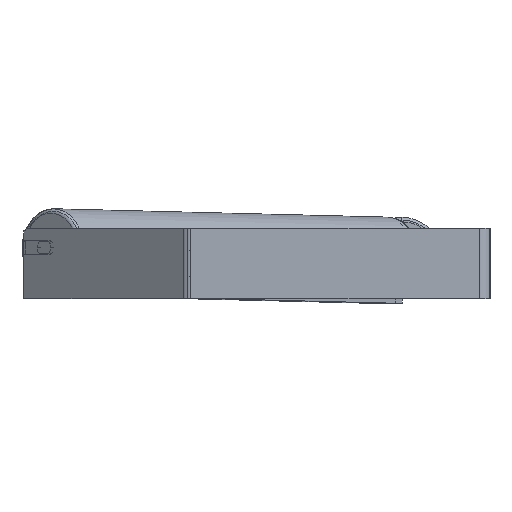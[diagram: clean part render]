
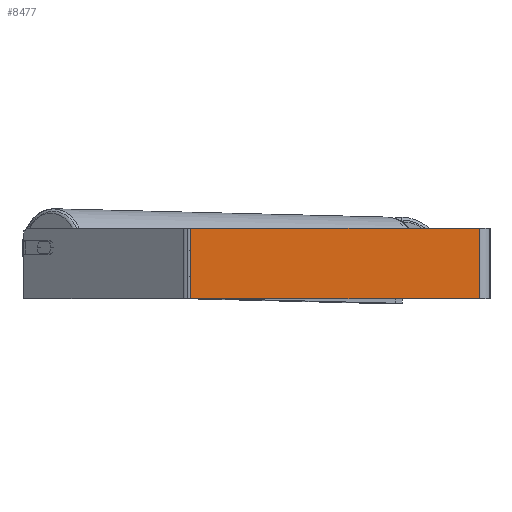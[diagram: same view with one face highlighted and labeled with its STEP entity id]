
A CAD part, left-side view. The second image highlights one B-rep face of the part: STEP entity #8477.
In plain terms, the highlighted planar face has unit normal (-1, 0, 0).
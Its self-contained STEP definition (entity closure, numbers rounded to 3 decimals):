
#59 = ORIENTED_EDGE ( 'NONE', *, *, #5757, .F. ) ;
#227 = CARTESIAN_POINT ( 'NONE',  ( -945., 340.206, 40. ) ) ;
#619 = ORIENTED_EDGE ( 'NONE', *, *, #5925, .T. ) ;
#1242 = DIRECTION ( 'NONE',  ( 0., -1., 0. ) ) ;
#1442 = ORIENTED_EDGE ( 'NONE', *, *, #5286, .F. ) ;
#1461 = EDGE_LOOP ( 'NONE', ( #2321, #59, #1442, #619 ) ) ;
#1659 = DIRECTION ( 'NONE',  ( 1., 0., 0. ) ) ;
#1698 = DIRECTION ( 'NONE',  ( 0., 0., -1. ) ) ;
#1847 = VERTEX_POINT ( 'NONE', #4677 ) ;
#2150 = LINE ( 'NONE', #8607, #6065 ) ;
#2321 = ORIENTED_EDGE ( 'NONE', *, *, #5203, .T. ) ;
#2971 = DIRECTION ( 'NONE',  ( 0., 0., -1. ) ) ;
#3313 = LINE ( 'NONE', #4790, #7573 ) ;
#3895 = VERTEX_POINT ( 'NONE', #6090 ) ;
#4394 = VERTEX_POINT ( 'NONE', #8368 ) ;
#4677 = CARTESIAN_POINT ( 'NONE',  ( -945., 12., 40. ) ) ;
#4790 = CARTESIAN_POINT ( 'NONE',  ( -945., 344.573, 40. ) ) ;
#5203 = EDGE_CURVE ( 'NONE', #3895, #4394, #6282, .T. ) ;
#5286 = EDGE_CURVE ( 'NONE', #8232, #1847, #3313, .T. ) ;
#5448 = VECTOR ( 'NONE', #1242, 1000. ) ;
#5568 = AXIS2_PLACEMENT_3D ( 'NONE', #8885, #1659, #1698 ) ;
#5757 = EDGE_CURVE ( 'NONE', #1847, #4394, #2150, .T. ) ;
#5909 = VECTOR ( 'NONE', #2971, 1000. ) ;
#5925 = EDGE_CURVE ( 'NONE', #8232, #3895, #6601, .T. ) ;
#6065 = VECTOR ( 'NONE', #7126, 1000. ) ;
#6090 = CARTESIAN_POINT ( 'NONE',  ( -945., 340.206, -40. ) ) ;
#6193 = FACE_OUTER_BOUND ( 'NONE', #1461, .T. ) ;
#6239 = DIRECTION ( 'NONE',  ( 0., -1., 0. ) ) ;
#6282 = LINE ( 'NONE', #9217, #5448 ) ;
#6601 = LINE ( 'NONE', #227, #5909 ) ;
#6858 = PLANE ( 'NONE',  #5568 ) ;
#7126 = DIRECTION ( 'NONE',  ( 0., 0., -1. ) ) ;
#7573 = VECTOR ( 'NONE', #6239, 1000. ) ;
#8232 = VERTEX_POINT ( 'NONE', #9177 ) ;
#8368 = CARTESIAN_POINT ( 'NONE',  ( -945., 12., -40. ) ) ;
#8477 = ADVANCED_FACE ( 'NONE', ( #6193 ), #6858, .F. ) ;
#8607 = CARTESIAN_POINT ( 'NONE',  ( -945., 12., 40. ) ) ;
#8885 = CARTESIAN_POINT ( 'NONE',  ( -945., 344.573, 40. ) ) ;
#9177 = CARTESIAN_POINT ( 'NONE',  ( -945., 340.206, 40. ) ) ;
#9217 = CARTESIAN_POINT ( 'NONE',  ( -945., 344.573, -40. ) ) ;
